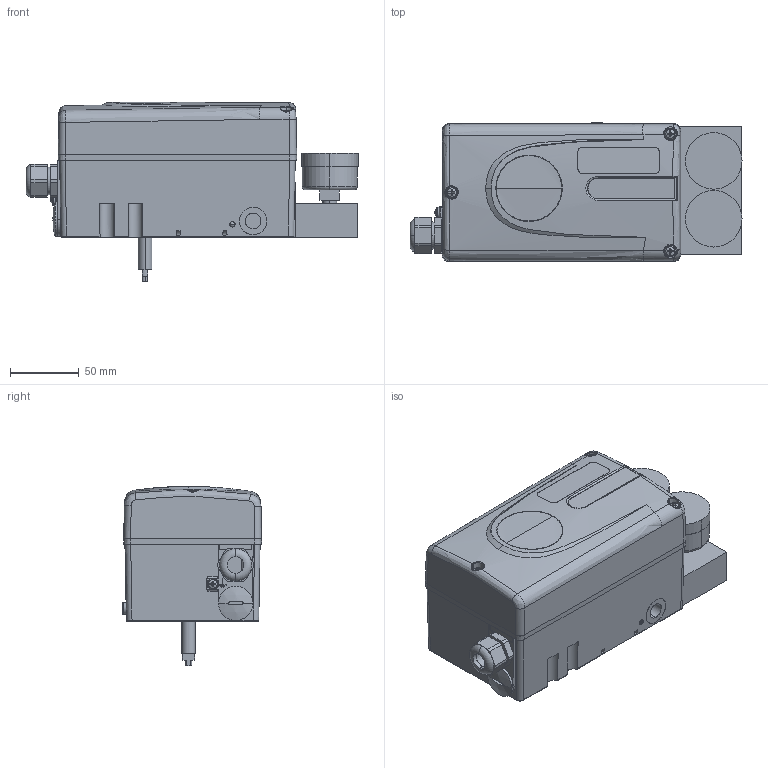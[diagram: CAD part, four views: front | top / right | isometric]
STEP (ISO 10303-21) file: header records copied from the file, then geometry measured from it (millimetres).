
FILE_DESCRIPTION (( 'STEP AP214' ), '1' );
FILE_NAME ('D20_std_140813 + gaugeblock + 2 manometrar.STEP', '2014-09-29T13:12:01', ( '' ), ( '' ), 'SwSTEP 2.0', 'SolidWorks 2014', '' );
FILE_SCHEMA (( 'AUTOMOTIVE_DESIGN' ));
Length unit declared in the file: millimetre
Products named in the file (1): D20_std_140813 + gaugeblock + 2 manometrar
Bounding box: 240.85 x 100.93 x 129.97 mm (x, y, z)
Volume: 534509.3 mm3; surface area: 266413.1 mm2
Topology: 28 solids, 28 shells, 1774 faces, 4581 edges, 2935 vertices
Faces by surface type: plane 780, cone 442, cylinder 413, bspline 69, torus 66, sphere 4
Entity records: 72045 total; most frequent: CARTESIAN_POINT 29719, ORIENTED_EDGE 9040, DIRECTION 7863, EDGE_CURVE 4520, VERTEX_POINT 2932, AXIS2_PLACEMENT_3D 2812, LINE 2239, VECTOR 2239
